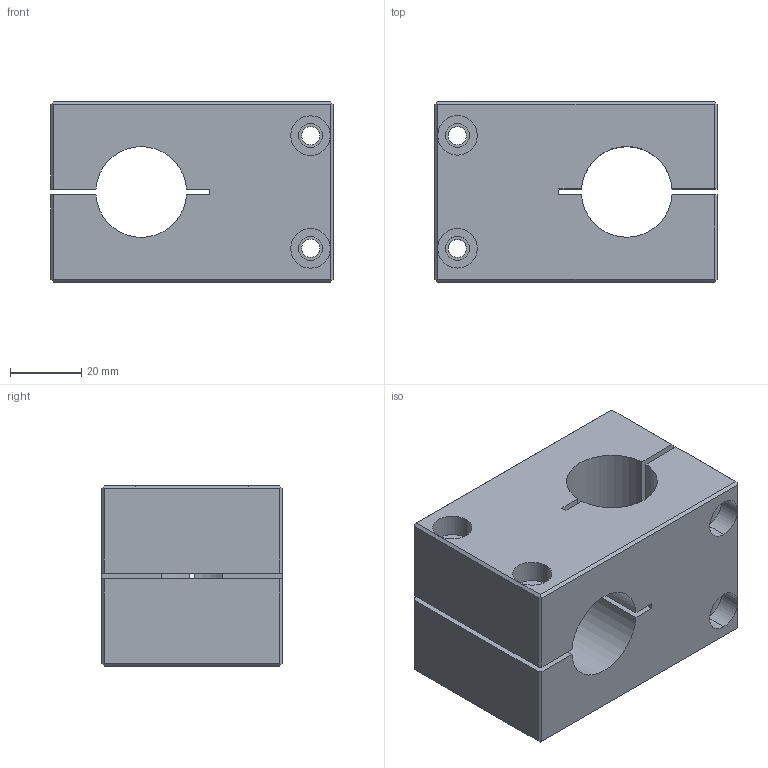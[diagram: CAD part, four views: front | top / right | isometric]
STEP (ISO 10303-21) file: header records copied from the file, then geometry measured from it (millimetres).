
FILE_DESCRIPTION((''),'2;1');
FILE_NAME('15AC8800.stp','2015-07-20T11:06:53',(''),(''),'Mechanical Desktop 2011','Mechanical Desktop 2011',', , ');
FILE_SCHEMA(('AUTOMOTIVE_DESIGN { 1 2 10303 214 1 1 1 1 }'));
Length unit declared in the file: inch
Products named in the file (1): Product
Bounding box: 79.38 x 50.8 x 50.8 mm (x, y, z)
Volume: 142539.9 mm3; surface area: 33755.8 mm2
Topology: 1 solids, 1 shells, 72 faces, 204 edges, 136 vertices
Faces by surface type: plane 44, cylinder 28
Entity records: 2435 total; most frequent: DIRECTION 414, CARTESIAN_POINT 413, ORIENTED_EDGE 408, EDGE_CURVE 204, VECTOR 140, LINE 140, AXIS2_PLACEMENT_3D 137, VERTEX_POINT 136
